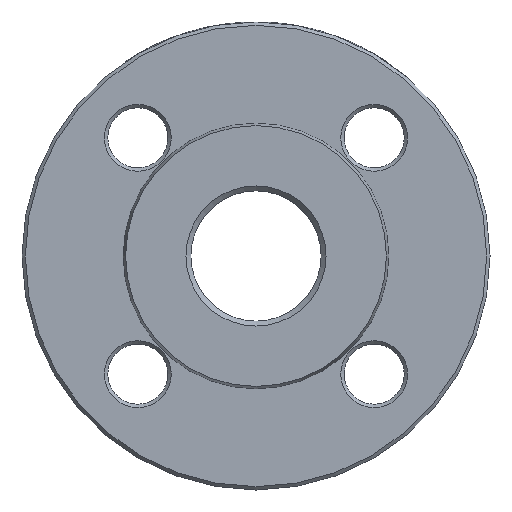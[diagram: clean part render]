
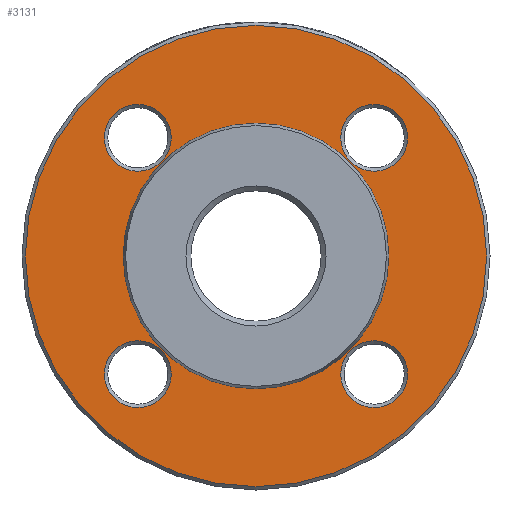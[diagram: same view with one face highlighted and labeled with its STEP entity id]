
A CAD part, left-side view. The second image highlights one B-rep face of the part: STEP entity #3131.
In plain terms, the highlighted planar face has unit normal (-1, 0, 0).
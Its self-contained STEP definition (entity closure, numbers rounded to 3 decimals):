
#159 = CARTESIAN_POINT ( 'NONE',  ( 2., -25.355, 35.355 ) ) ;
#183 = VERTEX_POINT ( 'NONE', #2528 ) ;
#214 = CARTESIAN_POINT ( 'NONE',  ( 2., 35.355, 25.355 ) ) ;
#244 = CARTESIAN_POINT ( 'NONE',  ( 2., 0., 39.728 ) ) ;
#409 = DIRECTION ( 'NONE',  ( 1., 0., 0. ) ) ;
#433 = CARTESIAN_POINT ( 'NONE',  ( 2., 0., 0. ) ) ;
#683 = FACE_BOUND ( 'NONE', #5480, .T. ) ;
#736 = CARTESIAN_POINT ( 'NONE',  ( 2., -35.355, -25.355 ) ) ;
#844 = DIRECTION ( 'NONE',  ( 1., 0., 0. ) ) ;
#905 = DIRECTION ( 'NONE',  ( 0., 0., -1. ) ) ;
#952 = CIRCLE ( 'NONE', #3372, 10. ) ;
#988 = DIRECTION ( 'NONE',  ( -1., 0., 0. ) ) ;
#1016 = CARTESIAN_POINT ( 'NONE',  ( 2., -35.355, 35.355 ) ) ;
#1072 = DIRECTION ( 'NONE',  ( 0., 1., 0. ) ) ;
#1129 = VERTEX_POINT ( 'NONE', #214 ) ;
#1181 = CARTESIAN_POINT ( 'NONE',  ( 2., 35.355, -35.355 ) ) ;
#1227 = CARTESIAN_POINT ( 'NONE',  ( 2., 25.355, -35.355 ) ) ;
#1289 = ORIENTED_EDGE ( 'NONE', *, *, #5157, .T. ) ;
#1397 = DIRECTION ( 'NONE',  ( 1., 0., 0. ) ) ;
#1424 = CIRCLE ( 'NONE', #5262, 10. ) ;
#1508 = CARTESIAN_POINT ( 'NONE',  ( 2., 0., 0. ) ) ;
#1780 = DIRECTION ( 'NONE',  ( 0., 0., 1. ) ) ;
#1902 = ORIENTED_EDGE ( 'NONE', *, *, #5470, .T. ) ;
#1918 = EDGE_LOOP ( 'NONE', ( #3104 ) ) ;
#1949 = CARTESIAN_POINT ( 'NONE',  ( 2., -35.355, -35.355 ) ) ;
#1993 = EDGE_LOOP ( 'NONE', ( #1289 ) ) ;
#2078 = VERTEX_POINT ( 'NONE', #736 ) ;
#2092 = DIRECTION ( 'NONE',  ( 1., 0., 0. ) ) ;
#2097 = AXIS2_PLACEMENT_3D ( 'NONE', #433, #5935, #1780 ) ;
#2123 = AXIS2_PLACEMENT_3D ( 'NONE', #1508, #988, #2442 ) ;
#2127 = DIRECTION ( 'NONE',  ( 0., -1., 0. ) ) ;
#2442 = DIRECTION ( 'NONE',  ( 0., 0., -1. ) ) ;
#2482 = EDGE_CURVE ( 'NONE', #3858, #3858, #4698, .T. ) ;
#2528 = CARTESIAN_POINT ( 'NONE',  ( 2., 0., -69. ) ) ;
#2582 = AXIS2_PLACEMENT_3D ( 'NONE', #1949, #1397, #5612 ) ;
#2602 = AXIS2_PLACEMENT_3D ( 'NONE', #4143, #844, #905 ) ;
#2692 = CARTESIAN_POINT ( 'NONE',  ( 2., 35.355, 35.355 ) ) ;
#2698 = PLANE ( 'NONE',  #2602 ) ;
#2812 = DIRECTION ( 'NONE',  ( 0., 0., -1. ) ) ;
#2987 = VERTEX_POINT ( 'NONE', #1227 ) ;
#3104 = ORIENTED_EDGE ( 'NONE', *, *, #4636, .T. ) ;
#3131 = ADVANCED_FACE ( 'NONE', ( #3600, #3151, #683, #3663, #3179, #4086 ), #2698, .F. ) ;
#3151 = FACE_BOUND ( 'NONE', #1993, .T. ) ;
#3179 = FACE_OUTER_BOUND ( 'NONE', #3549, .T. ) ;
#3302 = EDGE_CURVE ( 'NONE', #183, #183, #3376, .T. ) ;
#3372 = AXIS2_PLACEMENT_3D ( 'NONE', #1016, #5213, #1072 ) ;
#3376 = CIRCLE ( 'NONE', #2123, 69. ) ;
#3549 = EDGE_LOOP ( 'NONE', ( #3919 ) ) ;
#3600 = FACE_BOUND ( 'NONE', #3613, .T. ) ;
#3613 = EDGE_LOOP ( 'NONE', ( #1902 ) ) ;
#3663 = FACE_BOUND ( 'NONE', #1918, .T. ) ;
#3720 = AXIS2_PLACEMENT_3D ( 'NONE', #1181, #2092, #2127 ) ;
#3858 = VERTEX_POINT ( 'NONE', #244 ) ;
#3919 = ORIENTED_EDGE ( 'NONE', *, *, #3302, .T. ) ;
#3930 = CIRCLE ( 'NONE', #2582, 10. ) ;
#4086 = FACE_BOUND ( 'NONE', #5574, .T. ) ;
#4143 = CARTESIAN_POINT ( 'NONE',  ( 2., 39.728, 0. ) ) ;
#4146 = EDGE_CURVE ( 'NONE', #5264, #5264, #952, .T. ) ;
#4636 = EDGE_CURVE ( 'NONE', #1129, #1129, #1424, .T. ) ;
#4698 = CIRCLE ( 'NONE', #2097, 39.728 ) ;
#4734 = ORIENTED_EDGE ( 'NONE', *, *, #2482, .F. ) ;
#5157 = EDGE_CURVE ( 'NONE', #2078, #2078, #3930, .T. ) ;
#5213 = DIRECTION ( 'NONE',  ( 1., 0., 0. ) ) ;
#5262 = AXIS2_PLACEMENT_3D ( 'NONE', #2692, #409, #2812 ) ;
#5264 = VERTEX_POINT ( 'NONE', #159 ) ;
#5470 = EDGE_CURVE ( 'NONE', #2987, #2987, #5748, .T. ) ;
#5480 = EDGE_LOOP ( 'NONE', ( #5653 ) ) ;
#5574 = EDGE_LOOP ( 'NONE', ( #4734 ) ) ;
#5612 = DIRECTION ( 'NONE',  ( 0., 0., 1. ) ) ;
#5653 = ORIENTED_EDGE ( 'NONE', *, *, #4146, .T. ) ;
#5748 = CIRCLE ( 'NONE', #3720, 10. ) ;
#5935 = DIRECTION ( 'NONE',  ( -1., 0., 0. ) ) ;
